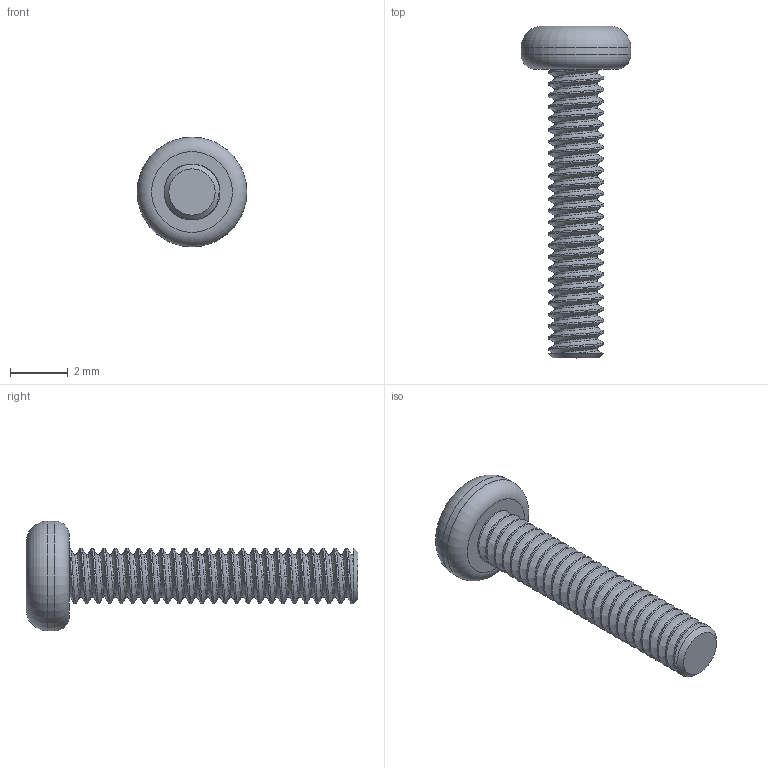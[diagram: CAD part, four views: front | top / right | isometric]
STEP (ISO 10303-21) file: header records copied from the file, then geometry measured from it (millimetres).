
FILE_DESCRIPTION(/* description */ (''),/* implementation_level */ '2;1');
FILE_NAME(/* name */ 'allen_screw_M2x11.5.step',/* time_stamp */ '2021-10-20T00:00:00+03:00',/* author */ (''),/* organization */ (''),/* preprocessor_version */ 'ST-DEVELOPER v18.1',/* originating_system */ 'Autodesk Translation Framework v10.10.0.1391',/* authorisation */ '');
FILE_SCHEMA (('AUTOMOTIVE_DESIGN { 1 0 10303 214 3 1 1 }'));
Length unit declared in the file: millimetre
Products named in the file (1): allen_screw_M2x11.5
Bounding box: 3.8 x 11.5 x 3.8 mm (x, y, z)
Volume: 36.5 mm3; surface area: 126.4 mm2
Topology: 1 solids, 1 shells, 74 faces, 202 edges, 132 vertices
Faces by surface type: cylinder 52, plane 17, bspline 2, torus 2, cone 1
Full cylindrical faces by diameter (mm): 1.478 x9, 1.933 x16, 3.8 x1
Entity records: 5229 total; most frequent: CARTESIAN_POINT 3519, ORIENTED_EDGE 404, DIRECTION 257, EDGE_CURVE 202, VERTEX_POINT 132, B_SPLINE_CURVE_WITH_KNOTS 106, AXIS2_PLACEMENT_3D 88, LINE 81
